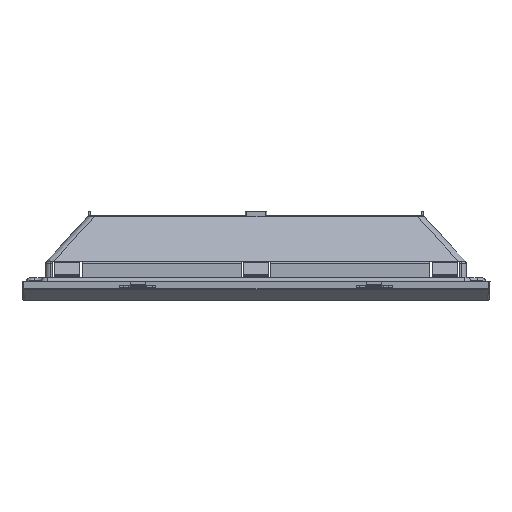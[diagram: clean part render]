
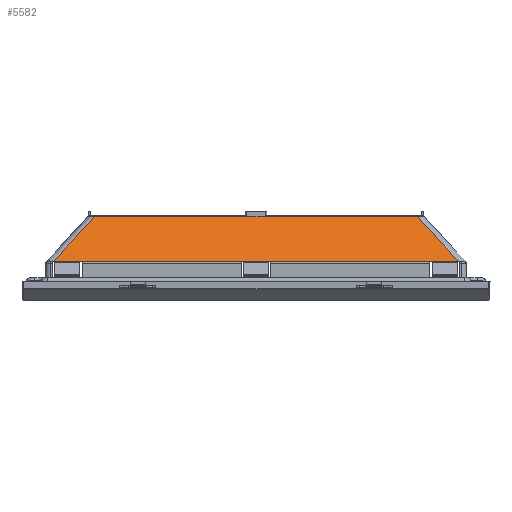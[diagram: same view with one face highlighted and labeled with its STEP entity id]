
A CAD part, left-side view. The second image highlights one B-rep face of the part: STEP entity #5582.
In plain terms, the highlighted planar face has unit normal (-0.731, 0, 0.682).
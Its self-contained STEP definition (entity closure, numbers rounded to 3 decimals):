
#2032 = CARTESIAN_POINT ( 'NONE',  ( -115.593, 110.839, 46.964 ) ) ;
#2751 =( BOUNDED_CURVE ( )  B_SPLINE_CURVE ( 3, ( #67273, #8856, #79507, #78246, #40587, #41007, #2032 ),
 .UNSPECIFIED., .F., .F. ) 
 B_SPLINE_CURVE_WITH_KNOTS ( ( 4, 1, 1, 1, 4 ),
 ( 0., 0.204, 0.526, 0.833, 1. ),
 .UNSPECIFIED. ) 
 CURVE ( )  GEOMETRIC_REPRESENTATION_ITEM ( )  RATIONAL_B_SPLINE_CURVE ( ( 1.078, 1.078, 1.078, 1.078, 1.078, 1.078, 1.078 ) ) 
 REPRESENTATION_ITEM ( '' )  );
#5582 = ADVANCED_FACE ( 'NONE', ( #83181 ), #85441, .T. ) ;
#7989 = DIRECTION ( 'NONE',  ( -0.731, 0., 0.682 ) ) ;
#8856 = CARTESIAN_POINT ( 'NONE',  ( -142.016, 137.262, 18.625 ) ) ;
#13857 = VECTOR ( 'NONE', #72140, 1000. ) ;
#14176 = CARTESIAN_POINT ( 'NONE',  ( -115.593, -110.839, 46.964 ) ) ;
#21346 = ORIENTED_EDGE ( 'NONE', *, *, #123744, .F. ) ;
#24716 = CARTESIAN_POINT ( 'NONE',  ( -143.941, -139.187, 16.561 ) ) ;
#25718 = ORIENTED_EDGE ( 'NONE', *, *, #79994, .F. ) ;
#29226 = CARTESIAN_POINT ( 'NONE',  ( -117.945, -113.191, 44.441 ) ) ;
#29631 = CARTESIAN_POINT ( 'NONE',  ( -143.941, -139.187, 16.561 ) ) ;
#31280 = EDGE_LOOP ( 'NONE', ( #61025, #97908, #21346, #25718, #64885 ) ) ;
#35438 = VERTEX_POINT ( 'NONE', #14176 ) ;
#40587 = CARTESIAN_POINT ( 'NONE',  ( -121.65, 116.896, 40.468 ) ) ;
#41007 = CARTESIAN_POINT ( 'NONE',  ( -117.172, 112.418, 45.271 ) ) ;
#41015 = AXIS2_PLACEMENT_3D ( 'NONE', #124126, #7989, #105025 ) ;
#41067 = B_SPLINE_CURVE_WITH_KNOTS ( 'NONE', 3,
 ( #43341, #90807, #62369, #81451 ),
 .UNSPECIFIED., .F., .F.,
 ( 4, 4 ),
 ( 0., 1. ),
 .UNSPECIFIED. ) ;
#43341 = CARTESIAN_POINT ( 'NONE',  ( -115.593, -110.839, 46.964 ) ) ;
#47552 = CARTESIAN_POINT ( 'NONE',  ( -143.941, -139.187, 16.561 ) ) ;
#58004 = CARTESIAN_POINT ( 'NONE',  ( -123.76, -119.006, 38.205 ) ) ;
#60126 = EDGE_CURVE ( 'NONE', #67728, #68331, #98247, .T. ) ;
#61025 = ORIENTED_EDGE ( 'NONE', *, *, #60126, .T. ) ;
#61794 =( BOUNDED_CURVE ( )  B_SPLINE_CURVE ( 3, ( #106774, #29226, #58004, #78314, #77066, #29631 ),
 .UNSPECIFIED., .F., .F. ) 
 B_SPLINE_CURVE_WITH_KNOTS ( ( 4, 1, 1, 4 ),
 ( 0., 0.249, 0.615, 1. ),
 .UNSPECIFIED. ) 
 CURVE ( )  GEOMETRIC_REPRESENTATION_ITEM ( )  RATIONAL_B_SPLINE_CURVE ( ( 1.078, 1.078, 1.078, 1.078, 1.078, 1.078 ) ) 
 REPRESENTATION_ITEM ( '' )  );
#62369 = CARTESIAN_POINT ( 'NONE',  ( -115.593, -36.946, 46.964 ) ) ;
#64885 = ORIENTED_EDGE ( 'NONE', *, *, #95941, .T. ) ;
#67273 = CARTESIAN_POINT ( 'NONE',  ( -143.941, 139.187, 16.561 ) ) ;
#67728 = VERTEX_POINT ( 'NONE', #89911 ) ;
#68331 = VERTEX_POINT ( 'NONE', #122861 ) ;
#69991 = LINE ( 'NONE', #24716, #13857 ) ;
#70271 = VERTEX_POINT ( 'NONE', #105159 ) ;
#72140 = DIRECTION ( 'NONE',  ( 0., 1., 0. ) ) ;
#77066 = CARTESIAN_POINT ( 'NONE',  ( -140.306, -135.552, 20.459 ) ) ;
#78246 = CARTESIAN_POINT ( 'NONE',  ( -129.175, 124.421, 32.398 ) ) ;
#78314 = CARTESIAN_POINT ( 'NONE',  ( -133.209, -128.455, 28.071 ) ) ;
#79507 = CARTESIAN_POINT ( 'NONE',  ( -137.046, 132.292, 23.956 ) ) ;
#79994 = EDGE_CURVE ( 'NONE', #35438, #90463, #61794, .T. ) ;
#81451 = CARTESIAN_POINT ( 'NONE',  ( -115.593, 0., 46.964 ) ) ;
#83181 = FACE_OUTER_BOUND ( 'NONE', #31280, .T. ) ;
#85441 = PLANE ( 'NONE',  #41015 ) ;
#89911 = CARTESIAN_POINT ( 'NONE',  ( -115.593, 0., 46.964 ) ) ;
#90463 = VERTEX_POINT ( 'NONE', #47552 ) ;
#90807 = CARTESIAN_POINT ( 'NONE',  ( -115.593, -73.893, 46.964 ) ) ;
#95840 = CARTESIAN_POINT ( 'NONE',  ( -115.593, 0., 46.964 ) ) ;
#95941 = EDGE_CURVE ( 'NONE', #35438, #67728, #41067, .T. ) ;
#97908 = ORIENTED_EDGE ( 'NONE', *, *, #106739, .F. ) ;
#98247 = B_SPLINE_CURVE_WITH_KNOTS ( 'NONE', 3,
 ( #95840, #103896, #105579, #123849 ),
 .UNSPECIFIED., .F., .F.,
 ( 4, 4 ),
 ( 0., 1. ),
 .UNSPECIFIED. ) ;
#103896 = CARTESIAN_POINT ( 'NONE',  ( -115.593, 36.946, 46.964 ) ) ;
#105025 = DIRECTION ( 'NONE',  ( -0.562, 0.566, -0.603 ) ) ;
#105159 = CARTESIAN_POINT ( 'NONE',  ( -143.941, 139.187, 16.561 ) ) ;
#105579 = CARTESIAN_POINT ( 'NONE',  ( -115.593, 73.893, 46.964 ) ) ;
#106739 = EDGE_CURVE ( 'NONE', #70271, #68331, #2751, .T. ) ;
#106774 = CARTESIAN_POINT ( 'NONE',  ( -115.593, -110.839, 46.964 ) ) ;
#122861 = CARTESIAN_POINT ( 'NONE',  ( -115.593, 110.839, 46.964 ) ) ;
#123744 = EDGE_CURVE ( 'NONE', #90463, #70271, #69991, .T. ) ;
#123849 = CARTESIAN_POINT ( 'NONE',  ( -115.593, 110.839, 46.964 ) ) ;
#124126 = CARTESIAN_POINT ( 'NONE',  ( -115.026, 115.676, 47.572 ) ) ;
